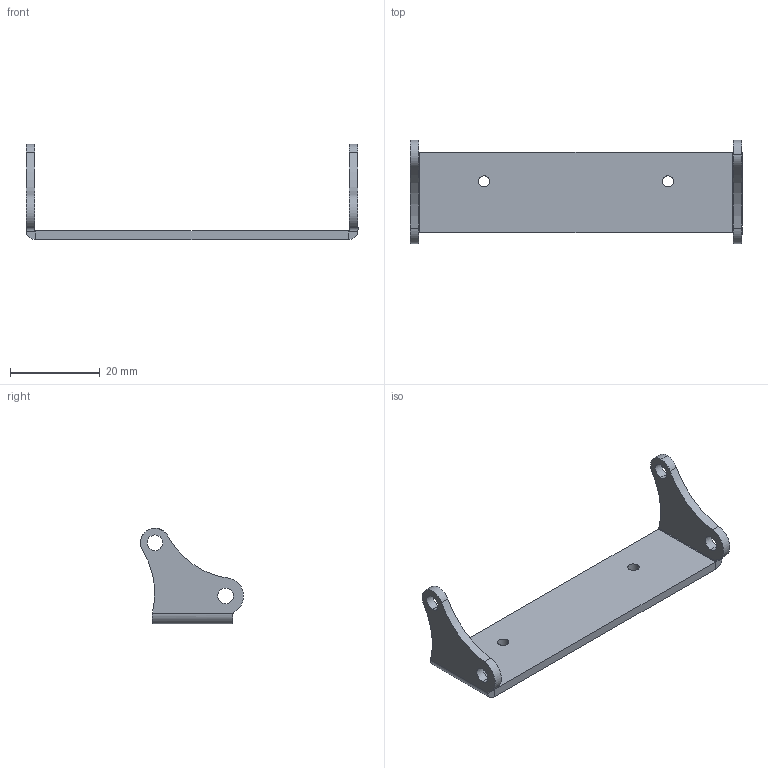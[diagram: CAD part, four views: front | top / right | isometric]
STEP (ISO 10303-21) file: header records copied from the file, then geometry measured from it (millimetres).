
FILE_DESCRIPTION (( 'STEP AP214' ), '1' );
FILE_NAME ('Operand Group - Carry Gears Base.STEP', '2025-07-06T08:35:32', ( '' ), ( '' ), 'SwSTEP 2.0', 'SolidWorks 2025', '' );
FILE_SCHEMA (( 'AUTOMOTIVE_DESIGN' ));
Length unit declared in the file: millimetre
Products named in the file (1): Operand Group - Carry Gears Base
Bounding box: 74 x 22.99 x 21.28 mm (x, y, z)
Volume: 3528.9 mm3; surface area: 4152.5 mm2
Topology: 1 solids, 1 shells, 41 faces, 109 edges, 70 vertices
Faces by surface type: cylinder 29, plane 12
Entity records: 1365 total; most frequent: DIRECTION 245, CARTESIAN_POINT 243, ORIENTED_EDGE 218, EDGE_CURVE 109, AXIS2_PLACEMENT_3D 100, VERTEX_POINT 70, CIRCLE 58, EDGE_LOOP 53
